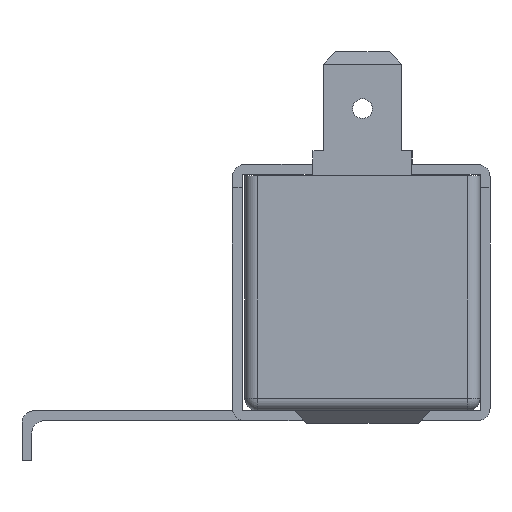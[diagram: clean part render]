
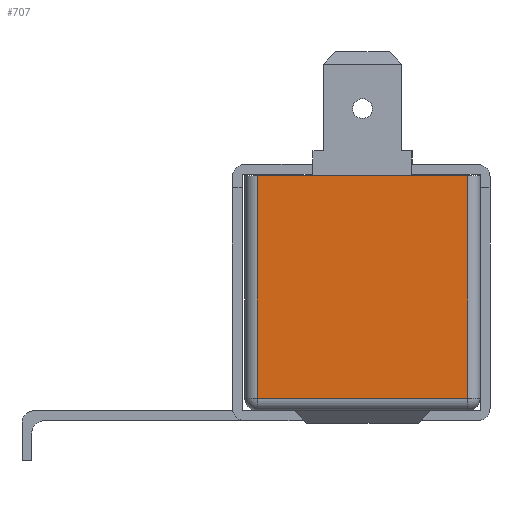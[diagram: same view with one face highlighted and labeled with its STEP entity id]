
A CAD part, left-side view. The second image highlights one B-rep face of the part: STEP entity #707.
In plain terms, the highlighted planar face has unit normal (-1, 0, 0).
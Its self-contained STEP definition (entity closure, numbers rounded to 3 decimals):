
#435 = VECTOR ( 'NONE', #2691, 1000. ) ;
#455 = CARTESIAN_POINT ( 'NONE',  ( -26.473, -14.442, 15.183 ) ) ;
#496 = VERTEX_POINT ( 'NONE', #4196 ) ;
#612 = ORIENTED_EDGE ( 'NONE', *, *, #682, .F. ) ;
#682 = EDGE_CURVE ( 'NONE', #496, #2984, #2492, .T. ) ;
#707 = ADVANCED_FACE ( 'NONE', ( #1309 ), #3558, .F. ) ;
#711 = CARTESIAN_POINT ( 'NONE',  ( -26.473, 2.558, -2.817 ) ) ;
#801 = DIRECTION ( 'NONE',  ( 0., 0., -1. ) ) ;
#926 = VECTOR ( 'NONE', #1724, 1000. ) ;
#1271 = EDGE_CURVE ( 'NONE', #496, #4282, #3874, .T. ) ;
#1309 = FACE_OUTER_BOUND ( 'NONE', #1968, .T. ) ;
#1658 = ORIENTED_EDGE ( 'NONE', *, *, #1271, .T. ) ;
#1724 = DIRECTION ( 'NONE',  ( 0., -1., 0. ) ) ;
#1942 = ORIENTED_EDGE ( 'NONE', *, *, #2819, .T. ) ;
#1968 = EDGE_LOOP ( 'NONE', ( #612, #1658, #2961, #1942 ) ) ;
#1988 = VECTOR ( 'NONE', #801, 1000. ) ;
#2492 = LINE ( 'NONE', #4456, #4789 ) ;
#2691 = DIRECTION ( 'NONE',  ( 0., 0., 1. ) ) ;
#2708 = CARTESIAN_POINT ( 'NONE',  ( -26.473, -14.442, 15.183 ) ) ;
#2764 = VERTEX_POINT ( 'NONE', #3529 ) ;
#2819 = EDGE_CURVE ( 'NONE', #2764, #2984, #4954, .T. ) ;
#2961 = ORIENTED_EDGE ( 'NONE', *, *, #4927, .T. ) ;
#2984 = VERTEX_POINT ( 'NONE', #455 ) ;
#3147 = AXIS2_PLACEMENT_3D ( 'NONE', #4491, #3542, #3175 ) ;
#3175 = DIRECTION ( 'NONE',  ( 0., 0., -1. ) ) ;
#3529 = CARTESIAN_POINT ( 'NONE',  ( -26.473, -14.442, -2.817 ) ) ;
#3542 = DIRECTION ( 'NONE',  ( 1., 0., 0. ) ) ;
#3558 = PLANE ( 'NONE',  #3147 ) ;
#3874 = LINE ( 'NONE', #5636, #1988 ) ;
#4083 = DIRECTION ( 'NONE',  ( 0., -1., 0. ) ) ;
#4196 = CARTESIAN_POINT ( 'NONE',  ( -26.473, 2.558, 15.183 ) ) ;
#4282 = VERTEX_POINT ( 'NONE', #711 ) ;
#4425 = LINE ( 'NONE', #4764, #926 ) ;
#4456 = CARTESIAN_POINT ( 'NONE',  ( -26.473, -15.442, 15.183 ) ) ;
#4491 = CARTESIAN_POINT ( 'NONE',  ( -26.473, -15.442, 15.183 ) ) ;
#4764 = CARTESIAN_POINT ( 'NONE',  ( -26.473, -15.442, -2.817 ) ) ;
#4789 = VECTOR ( 'NONE', #4083, 1000. ) ;
#4927 = EDGE_CURVE ( 'NONE', #4282, #2764, #4425, .T. ) ;
#4954 = LINE ( 'NONE', #2708, #435 ) ;
#5636 = CARTESIAN_POINT ( 'NONE',  ( -26.473, 2.558, 15.183 ) ) ;
